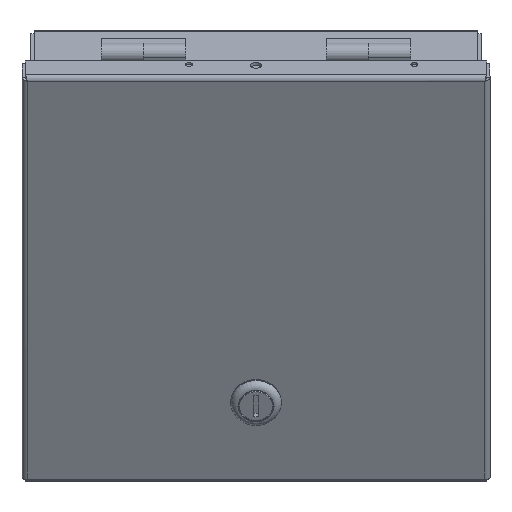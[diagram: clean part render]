
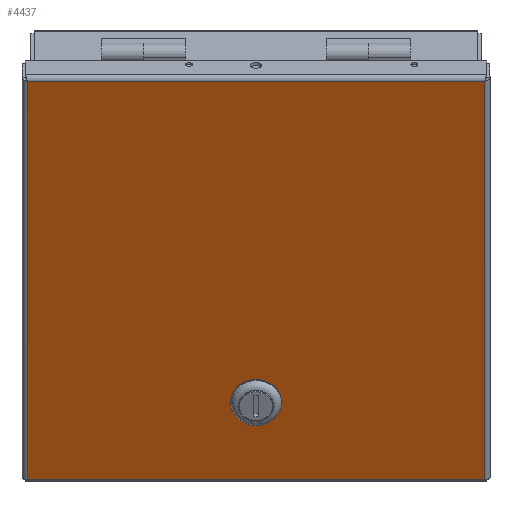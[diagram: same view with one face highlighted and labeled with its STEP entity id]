
A CAD part, top view. The second image highlights one B-rep face of the part: STEP entity #4437.
In plain terms, the highlighted face is planar.
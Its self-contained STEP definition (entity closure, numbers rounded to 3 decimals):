
#4437 = ADVANCED_FACE( '', ( #9481, #9482 ), #9483, .T. );
#9481 = FACE_BOUND( '', #32278, .T. );
#9482 = FACE_OUTER_BOUND( '', #32279, .T. );
#9483 = PLANE( '', #32280 );
#32278 = EDGE_LOOP( '', ( #56985, #56986, #56987, #56988 ) );
#32279 = EDGE_LOOP( '', ( #56989, #56990, #56991, #56992 ) );
#32280 = AXIS2_PLACEMENT_3D( '', #56993, #56994, #56995 );
#56985 = ORIENTED_EDGE( '', *, *, #67449, .F. );
#56986 = ORIENTED_EDGE( '', *, *, #66543, .F. );
#56987 = ORIENTED_EDGE( '', *, *, #68225, .F. );
#56988 = ORIENTED_EDGE( '', *, *, #69103, .F. );
#56989 = ORIENTED_EDGE( '', *, *, #65684, .T. );
#56990 = ORIENTED_EDGE( '', *, *, #68656, .F. );
#56991 = ORIENTED_EDGE( '', *, *, #64923, .T. );
#56992 = ORIENTED_EDGE( '', *, *, #66234, .T. );
#56993 = CARTESIAN_POINT( '', ( 0., 0., 1.524 ) );
#56994 = DIRECTION( '', ( 0., 0., 1. ) );
#56995 = DIRECTION( '', ( 1., 0., 0. ) );
#64923 = EDGE_CURVE( '', #70997, #70995, #70998, .T. );
#65684 = EDGE_CURVE( '', #72372, #72370, #72373, .T. );
#66234 = EDGE_CURVE( '', #70995, #72372, #73284, .T. );
#66543 = EDGE_CURVE( '', #73764, #73766, #73767, .T. );
#67449 = EDGE_CURVE( '', #73766, #75162, #75163, .T. );
#68225 = EDGE_CURVE( '', #76324, #73764, #76326, .T. );
#68656 = EDGE_CURVE( '', #70997, #72370, #76905, .T. );
#69103 = EDGE_CURVE( '', #75162, #76324, #77498, .T. );
#70995 = VERTEX_POINT( '', #80268 );
#70997 = VERTEX_POINT( '', #80279 );
#70998 = LINE( '', #80280, #80281 );
#72370 = VERTEX_POINT( '', #84818 );
#72372 = VERTEX_POINT( '', #84829 );
#72373 = LINE( '', #84830, #84831 );
#73284 = LINE( '', #87302, #87303 );
#73764 = VERTEX_POINT( '', #88867 );
#73766 = VERTEX_POINT( '', #88870 );
#73767 = LINE( '', #88871, #88872 );
#75162 = VERTEX_POINT( '', #93007 );
#75163 = CIRCLE( '', #93008, 9.716 );
#76324 = VERTEX_POINT( '', #96470 );
#76326 = CIRCLE( '', #96473, 9.716 );
#76905 = LINE( '', #98045, #98046 );
#77498 = LINE( '', #99716, #99717 );
#80268 = CARTESIAN_POINT( '', ( -103.251, 103.518, 1.524 ) );
#80279 = CARTESIAN_POINT( '', ( 103.251, 103.518, 1.524 ) );
#80280 = CARTESIAN_POINT( '', ( -105.588, 103.518, 1.524 ) );
#80281 = VECTOR( '', #103892, 1000. );
#84818 = CARTESIAN_POINT( '', ( 103.251, -103.518, 1.524 ) );
#84829 = CARTESIAN_POINT( '', ( -103.251, -103.518, 1.524 ) );
#84830 = CARTESIAN_POINT( '', ( 103.251, -103.518, 1.524 ) );
#84831 = VECTOR( '', #104210, 1000. );
#87302 = CARTESIAN_POINT( '', ( -103.251, -105.855, 1.524 ) );
#87303 = VECTOR( '', #104507, 1000. );
#88867 = CARTESIAN_POINT( '', ( 5.322, -54.877, 1.524 ) );
#88870 = CARTESIAN_POINT( '', ( -5.322, -54.877, 1.524 ) );
#88871 = CARTESIAN_POINT( '', ( -5.322, -54.877, 1.524 ) );
#88872 = VECTOR( '', #104683, 1000. );
#93007 = CARTESIAN_POINT( '', ( -5.322, -71.133, 1.524 ) );
#93008 = AXIS2_PLACEMENT_3D( '', #105212, #105213, #105214 );
#96470 = CARTESIAN_POINT( '', ( 5.322, -71.133, 1.524 ) );
#96473 = AXIS2_PLACEMENT_3D( '', #105647, #105648, #105649 );
#98045 = CARTESIAN_POINT( '', ( 103.251, 103.518, 1.524 ) );
#98046 = VECTOR( '', #105854, 1000. );
#99716 = CARTESIAN_POINT( '', ( -5.322, -71.133, 1.524 ) );
#99717 = VECTOR( '', #106066, 1000. );
#103892 = DIRECTION( '', ( -1., 0., 0. ) );
#104210 = DIRECTION( '', ( 1., 0., 0. ) );
#104507 = DIRECTION( '', ( 0., -1., 0. ) );
#104683 = DIRECTION( '', ( -1., 0., 0. ) );
#105212 = CARTESIAN_POINT( '', ( 0., -63.005, 1.524 ) );
#105213 = DIRECTION( '', ( 0., 0., 1. ) );
#105214 = DIRECTION( '', ( 0., 1., 0. ) );
#105647 = CARTESIAN_POINT( '', ( 0., -63.005, 1.524 ) );
#105648 = DIRECTION( '', ( 0., 0., 1. ) );
#105649 = DIRECTION( '', ( 0., 1., 0. ) );
#105854 = DIRECTION( '', ( 0., -1., 0. ) );
#106066 = DIRECTION( '', ( 1., 0., 0. ) );
